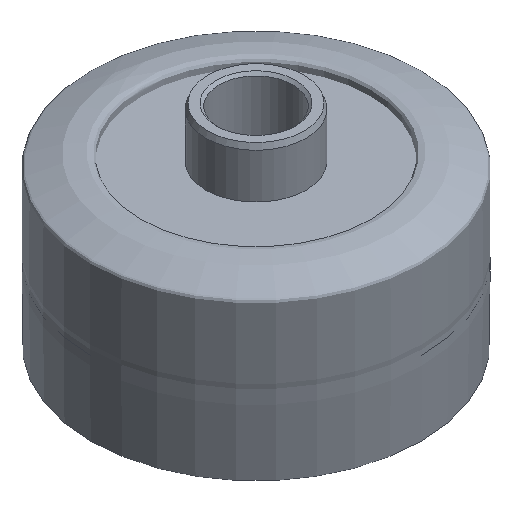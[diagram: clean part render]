
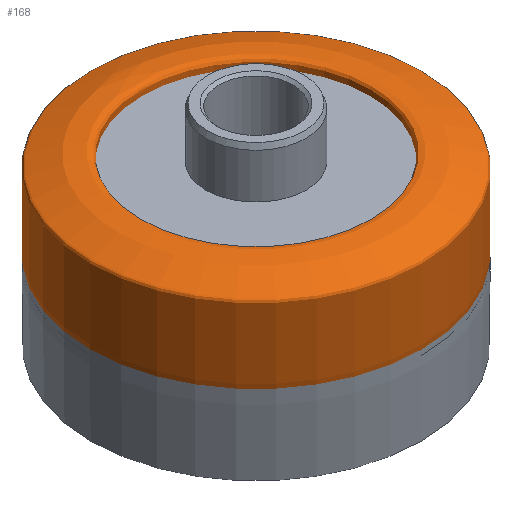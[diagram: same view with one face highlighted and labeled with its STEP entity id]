
A CAD part, isometric view. The second image highlights one B-rep face of the part: STEP entity #168.
In plain terms, the highlighted face is a revolution surface.
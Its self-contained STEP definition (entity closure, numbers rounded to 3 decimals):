
#90=SURFACE_OF_REVOLUTION('',#97,#92);
#92=AXIS1_PLACEMENT('',#1174,#795);
#97=B_SPLINE_CURVE_WITH_KNOTS('',5,(#1114,#1115,#1116,#1117,#1118,#1119,
#1120,#1121,#1122,#1123,#1124,#1125,#1126,#1127,#1128,#1129,#1130,#1131,
#1132,#1133,#1134,#1135,#1136,#1137,#1138,#1139,#1140,#1141,#1142,#1143,
#1144,#1145,#1146,#1147,#1148,#1149,#1150,#1151,#1152,#1153,#1154,#1155,
#1156,#1157,#1158,#1159,#1160,#1161,#1162,#1163,#1164,#1165,#1166,#1167,
#1168,#1169,#1170,#1171,#1172,#1173),.UNSPECIFIED.,.T.,.F.,(1,1,1,1,1,1,
1,1,1,1,1,1,1,1,1,1,1,1,1,1,1,1,1,1,1,1,1,1,1,1,1,1,1,1,1,1,1,1,1,1,1,1,
1,1,1,1,1,1,1,1,1,1,1,1,1,1,1,1,1,1,1,1,1,1,1,1),(-0.022,-0.018,
-0.015,-0.011,-0.007,0.,0.041,
0.111,0.176,0.235,0.277,
0.291,0.296,0.3,0.303,0.307,
0.311,0.315,0.321,0.332,
0.344,0.355,0.366,0.378,
0.392,0.404,0.423,0.454,
0.475,0.485,0.49,0.493,
0.496,0.499,0.504,0.518,
0.558,0.637,0.718,0.768,
0.783,0.788,0.791,0.795,
0.798,0.803,0.813,0.833,
0.848,0.859,0.873,0.888,
0.906,0.939,0.968,0.978,
0.982,0.985,0.989,0.993,
1.,1.041,1.111,1.176,1.235,
1.277),.UNSPECIFIED.);
#121=VERTEX_LOOP('',#365);
#168=ADVANCED_FACE('',(#232),#90,.T.);
#232=FACE_BOUND('',#121,.T.);
#365=VERTEX_POINT('',#1113);
#795=DIRECTION('',(0.,0.,-1.));
#1113=CARTESIAN_POINT('',(0.,21.355,-14.158));
#1114=CARTESIAN_POINT('',(0.,21.386,-14.677));
#1115=CARTESIAN_POINT('',(0.,21.34,-14.075));
#1116=CARTESIAN_POINT('',(0.,21.326,-12.776));
#1117=CARTESIAN_POINT('',(0.,21.28,-10.841));
#1118=CARTESIAN_POINT('',(0.,21.274,-8.337));
#1119=CARTESIAN_POINT('',(0.,21.291,-5.464));
#1120=CARTESIAN_POINT('',(0.,21.348,-2.879));
#1121=CARTESIAN_POINT('',(0.,21.41,-0.959));
#1122=CARTESIAN_POINT('',(0.,21.46,0.312));
#1123=CARTESIAN_POINT('',(0.,21.484,1.028));
#1124=CARTESIAN_POINT('',(0.,21.696,1.283));
#1125=CARTESIAN_POINT('',(0.,21.825,1.418));
#1126=CARTESIAN_POINT('',(0.,22.003,1.513));
#1127=CARTESIAN_POINT('',(0.,22.212,1.584));
#1128=CARTESIAN_POINT('',(0.,22.515,1.556));
#1129=CARTESIAN_POINT('',(0.,22.898,1.576));
#1130=CARTESIAN_POINT('',(0.,23.36,1.544));
#1131=CARTESIAN_POINT('',(0.,23.892,1.568));
#1132=CARTESIAN_POINT('',(0.,24.486,1.545));
#1133=CARTESIAN_POINT('',(0.,25.082,1.406));
#1134=CARTESIAN_POINT('',(0.,25.682,1.291));
#1135=CARTESIAN_POINT('',(0.,26.376,1.2));
#1136=CARTESIAN_POINT('',(0.,27.252,0.946));
#1137=CARTESIAN_POINT('',(0.,28.162,0.451));
#1138=CARTESIAN_POINT('',(0.,29.082,0.171));
#1139=CARTESIAN_POINT('',(0.,29.9,-0.26));
#1140=CARTESIAN_POINT('',(0.,30.595,-0.472));
#1141=CARTESIAN_POINT('',(0.,31.021,-0.612));
#1142=CARTESIAN_POINT('',(0.,31.225,-0.76));
#1143=CARTESIAN_POINT('',(0.,31.346,-0.933));
#1144=CARTESIAN_POINT('',(0.,31.392,-1.216));
#1145=CARTESIAN_POINT('',(0.,31.409,-1.895));
#1146=CARTESIAN_POINT('',(0.,31.425,-3.376));
#1147=CARTESIAN_POINT('',(0.,31.452,-5.677));
#1148=CARTESIAN_POINT('',(0.,31.463,-8.458));
#1149=CARTESIAN_POINT('',(0.,31.45,-11.247));
#1150=CARTESIAN_POINT('',(0.,31.435,-13.668));
#1151=CARTESIAN_POINT('',(0.,31.403,-15.283));
#1152=CARTESIAN_POINT('',(0.,31.409,-16.098));
#1153=CARTESIAN_POINT('',(0.,31.202,-16.365));
#1154=CARTESIAN_POINT('',(0.,31.063,-16.493));
#1155=CARTESIAN_POINT('',(0.,30.816,-16.643));
#1156=CARTESIAN_POINT('',(0.,30.372,-16.64));
#1157=CARTESIAN_POINT('',(0.,29.821,-16.616));
#1158=CARTESIAN_POINT('',(0.,29.184,-16.633));
#1159=CARTESIAN_POINT('',(0.,28.448,-16.621));
#1160=CARTESIAN_POINT('',(0.,27.686,-16.5));
#1161=CARTESIAN_POINT('',(0.,26.944,-16.411));
#1162=CARTESIAN_POINT('',(0.,26.003,-16.34));
#1163=CARTESIAN_POINT('',(0.,24.924,-15.957));
#1164=CARTESIAN_POINT('',(0.,23.86,-15.742));
#1165=CARTESIAN_POINT('',(0.,22.92,-15.429));
#1166=CARTESIAN_POINT('',(0.,22.119,-15.247));
#1167=CARTESIAN_POINT('',(0.,21.602,-15.12));
#1168=CARTESIAN_POINT('',(0.,21.437,-14.886));
#1169=CARTESIAN_POINT('',(0.,21.386,-14.677));
#1170=CARTESIAN_POINT('',(0.,21.34,-14.075));
#1171=CARTESIAN_POINT('',(0.,21.326,-12.776));
#1172=CARTESIAN_POINT('',(0.,21.28,-10.841));
#1173=CARTESIAN_POINT('',(0.,21.274,-8.337));
#1174=CARTESIAN_POINT('',(0.,0.,0.));
